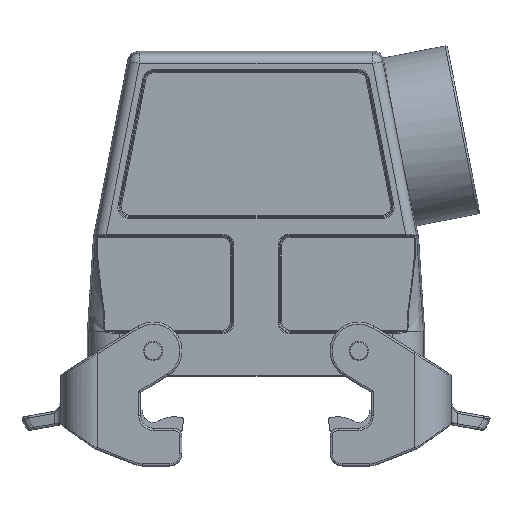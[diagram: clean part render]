
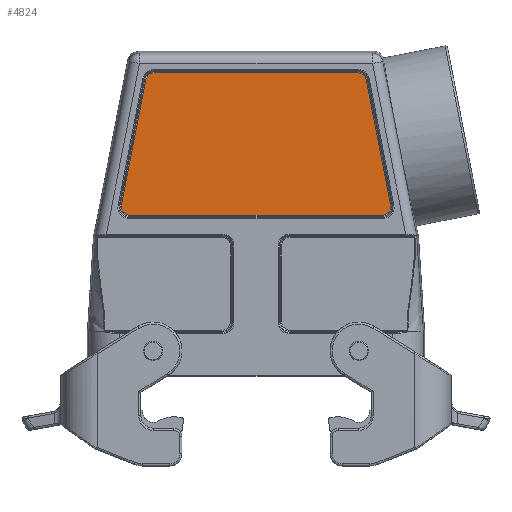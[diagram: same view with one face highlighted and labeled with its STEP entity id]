
A CAD part, front view. The second image highlights one B-rep face of the part: STEP entity #4824.
In plain terms, the highlighted planar face has unit normal (0, -1, 0).
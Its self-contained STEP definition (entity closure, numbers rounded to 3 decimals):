
#3051=ELLIPSE('',#21641,2.432,2.2);
#3052=ELLIPSE('',#21642,2.535,2.2);
#3053=ELLIPSE('',#21643,2.535,2.2);
#3054=ELLIPSE('',#21644,2.432,2.2);
#4824=ADVANCED_FACE('',(#6128),#5539,.T.);
#5539=PLANE('',#21645);
#6128=FACE_OUTER_BOUND('',#7055,.T.);
#7055=EDGE_LOOP('',(#9699,#9700,#9701,#9702,#9703,#9704,#9705,#9706));
#9699=ORIENTED_EDGE('',*,*,#14580,.T.);
#9700=ORIENTED_EDGE('',*,*,#14581,.T.);
#9701=ORIENTED_EDGE('',*,*,#14582,.T.);
#9702=ORIENTED_EDGE('',*,*,#14583,.T.);
#9703=ORIENTED_EDGE('',*,*,#14584,.T.);
#9704=ORIENTED_EDGE('',*,*,#14585,.T.);
#9705=ORIENTED_EDGE('',*,*,#14586,.T.);
#9706=ORIENTED_EDGE('',*,*,#14587,.T.);
#12821=VERTEX_POINT('',#33575);
#12822=VERTEX_POINT('',#33576);
#12823=VERTEX_POINT('',#33578);
#12824=VERTEX_POINT('',#33580);
#12825=VERTEX_POINT('',#33582);
#12826=VERTEX_POINT('',#33584);
#12827=VERTEX_POINT('',#33586);
#12828=VERTEX_POINT('',#33588);
#14580=EDGE_CURVE('',#12821,#12822,#17961,.T.);
#14581=EDGE_CURVE('',#12822,#12823,#3051,.T.);
#14582=EDGE_CURVE('',#12823,#12824,#17962,.T.);
#14583=EDGE_CURVE('',#12824,#12825,#3052,.T.);
#14584=EDGE_CURVE('',#12825,#12826,#17963,.T.);
#14585=EDGE_CURVE('',#12826,#12827,#3053,.T.);
#14586=EDGE_CURVE('',#12827,#12828,#17964,.T.);
#14587=EDGE_CURVE('',#12828,#12821,#3054,.T.);
#17961=LINE('',#33574,#19210);
#17962=LINE('',#33579,#19211);
#17963=LINE('',#33583,#19212);
#17964=LINE('',#33587,#19213);
#19210=VECTOR('',#24384,1.);
#19211=VECTOR('',#24387,1.);
#19212=VECTOR('',#24390,1.);
#19213=VECTOR('',#24393,1.);
#21641=AXIS2_PLACEMENT_3D('',#33577,#24385,#24386);
#21642=AXIS2_PLACEMENT_3D('',#33581,#24388,#24389);
#21643=AXIS2_PLACEMENT_3D('',#33585,#24391,#24392);
#21644=AXIS2_PLACEMENT_3D('',#33589,#24394,#24395);
#21645=AXIS2_PLACEMENT_3D('',#33590,#24396,#24397);
#24384=DIRECTION('',(-1.,0.,0.));
#24385=DIRECTION('',(0.,-1.,0.));
#24386=DIRECTION('',(0.636,0.,-0.772));
#24387=DIRECTION('',(-0.191,0.,-0.982));
#24388=DIRECTION('',(0.,-1.,0.));
#24389=DIRECTION('',(0.772,0.,0.636));
#24390=DIRECTION('',(1.,0.,0.));
#24391=DIRECTION('',(0.,-1.,0.));
#24392=DIRECTION('',(-0.772,0.,0.636));
#24393=DIRECTION('',(-0.191,0.,0.982));
#24394=DIRECTION('',(0.,-1.,0.));
#24395=DIRECTION('',(-0.636,0.,-0.772));
#24396=DIRECTION('',(0.,-1.,0.));
#24397=DIRECTION('',(0.,0.,-1.));
#33574=CARTESIAN_POINT('',(-24.695,-27.,63.04));
#33575=CARTESIAN_POINT('',(24.754,-27.,63.04));
#33576=CARTESIAN_POINT('',(-24.754,-27.,63.04));
#33577=CARTESIAN_POINT('',(-24.528,-27.,60.699));
#33578=CARTESIAN_POINT('',(-26.783,-27.,61.367));
#33579=CARTESIAN_POINT('',(-32.685,-27.,31.007));
#33580=CARTESIAN_POINT('',(-32.701,-27.,30.922));
#33581=CARTESIAN_POINT('',(-30.34,-27.,30.801));
#33582=CARTESIAN_POINT('',(-30.672,-27.,28.46));
#33583=CARTESIAN_POINT('',(30.585,-27.,28.46));
#33584=CARTESIAN_POINT('',(30.672,-27.,28.46));
#33585=CARTESIAN_POINT('',(30.34,-27.,30.801));
#33586=CARTESIAN_POINT('',(32.701,-27.,30.922));
#33587=CARTESIAN_POINT('',(26.795,-27.,61.309));
#33588=CARTESIAN_POINT('',(26.783,-27.,61.367));
#33589=CARTESIAN_POINT('',(24.528,-27.,60.699));
#33590=CARTESIAN_POINT('',(0.,-27.,0.));
